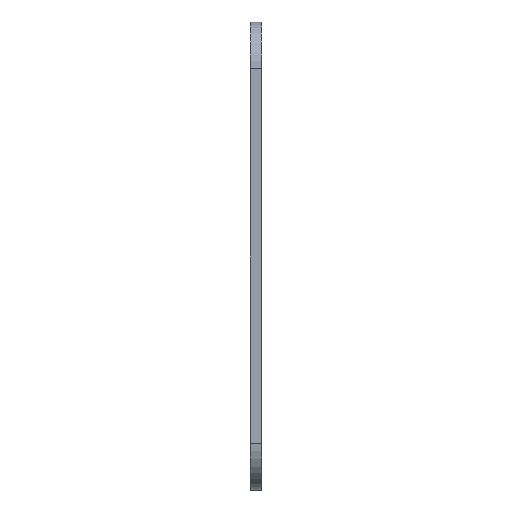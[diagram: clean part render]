
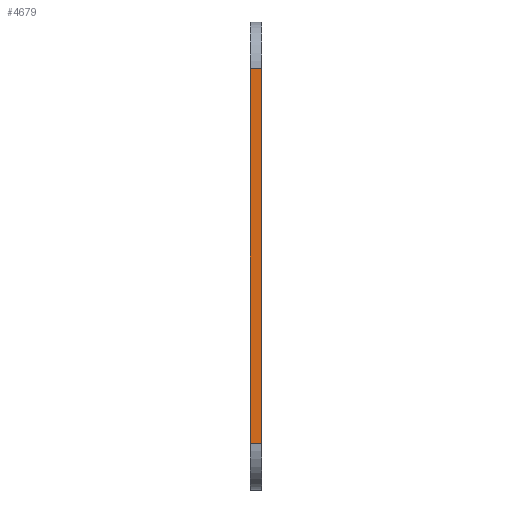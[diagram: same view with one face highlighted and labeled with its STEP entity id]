
A CAD part, left-side view. The second image highlights one B-rep face of the part: STEP entity #4679.
In plain terms, the highlighted planar face has unit normal (-1, 0, 0).
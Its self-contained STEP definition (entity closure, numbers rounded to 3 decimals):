
#129=PLANE('',#5153);
#315=LINE('',#7140,#773);
#583=LINE('',#7935,#1041);
#584=LINE('',#7936,#1042);
#585=LINE('',#7937,#1043);
#773=VECTOR('',#5727,1.);
#1041=VECTOR('',#6533,1.);
#1042=VECTOR('',#6534,1.);
#1043=VECTOR('',#6535,1.);
#1293=FACE_OUTER_BOUND('',#1537,.T.);
#1537=EDGE_LOOP('',(#4072,#4073,#4074,#4075));
#1991=VERTEX_POINT('',#7137);
#1992=VERTEX_POINT('',#7139);
#2249=VERTEX_POINT('',#7933);
#2250=VERTEX_POINT('',#7934);
#2538=EDGE_CURVE('',#1992,#1991,#315,.T.);
#2935=EDGE_CURVE('',#2249,#2250,#583,.T.);
#2936=EDGE_CURVE('',#1992,#2250,#584,.T.);
#2937=EDGE_CURVE('',#1991,#2249,#585,.T.);
#4072=ORIENTED_EDGE('',*,*,#2935,.T.);
#4073=ORIENTED_EDGE('',*,*,#2936,.F.);
#4074=ORIENTED_EDGE('',*,*,#2538,.T.);
#4075=ORIENTED_EDGE('',*,*,#2937,.T.);
#4679=ADVANCED_FACE('',(#1293),#129,.T.);
#5153=AXIS2_PLACEMENT_3D('',#7932,#6531,#6532);
#5727=DIRECTION('',(0.,0.,-1.));
#6531=DIRECTION('center_axis',(-1.,0.,0.));
#6532=DIRECTION('ref_axis',(0.,0.,-1.));
#6533=DIRECTION('',(0.,0.,1.));
#6534=DIRECTION('',(0.,-1.,0.));
#6535=DIRECTION('',(0.,-1.,0.));
#7137=CARTESIAN_POINT('',(-40.,10.,-16.));
#7139=CARTESIAN_POINT('',(-40.,10.,16.));
#7140=CARTESIAN_POINT('',(-40.,10.,16.));
#7932=CARTESIAN_POINT('Origin',(-40.,10.,0.));
#7933=CARTESIAN_POINT('',(-40.,9.,-16.));
#7934=CARTESIAN_POINT('',(-40.,9.,16.));
#7935=CARTESIAN_POINT('',(-40.,9.,16.));
#7936=CARTESIAN_POINT('',(-40.,10.,16.));
#7937=CARTESIAN_POINT('',(-40.,10.,-16.));
